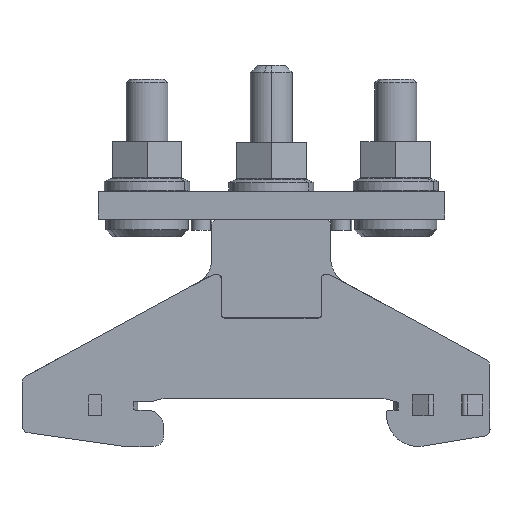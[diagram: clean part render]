
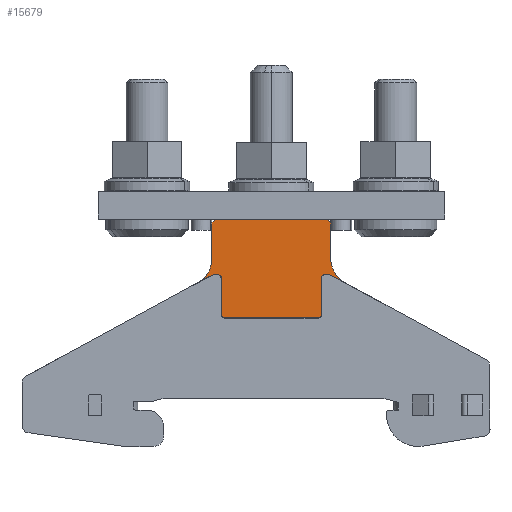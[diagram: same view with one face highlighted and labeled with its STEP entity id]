
A CAD part, left-side view. The second image highlights one B-rep face of the part: STEP entity #15679.
In plain terms, the highlighted planar face has unit normal (-1, 0, 0).
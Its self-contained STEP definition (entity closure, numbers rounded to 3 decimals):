
#12168=AXIS2_PLACEMENT_3D('Circle Axis2P3D',#12166,#12167,$) ;
#12963=AXIS2_PLACEMENT_3D('Circle Axis2P3D',#12961,#12962,$) ;
#15598=AXIS2_PLACEMENT_3D('Circle Axis2P3D',#15596,#15597,$) ;
#15611=AXIS2_PLACEMENT_3D('Plane Axis2P3D',#15608,#15609,#15610) ;
#15650=AXIS2_PLACEMENT_3D('Circle Axis2P3D',#15648,#15649,$) ;
#11833=CARTESIAN_POINT('Vertex',(2.3,22.668,24.478)) ;
#11873=CARTESIAN_POINT('Vertex',(2.3,20.711,23.414)) ;
#11876=CARTESIAN_POINT('Line Origine',(2.3,21.69,23.946)) ;
#11901=CARTESIAN_POINT('Line Origine',(2.3,23.533,24.6)) ;
#11905=CARTESIAN_POINT('Vertex',(2.3,23.45,24.6)) ;
#11907=CARTESIAN_POINT('Vertex',(2.3,23.617,24.6)) ;
#11910=CARTESIAN_POINT('Line Origine',(2.3,23.623,24.6)) ;
#11914=CARTESIAN_POINT('Vertex',(2.3,23.63,24.6)) ;
#11926=CARTESIAN_POINT('Vertex',(2.3,23.146,24.6)) ;
#11929=CARTESIAN_POINT('Line Origine',(2.3,23.298,24.6)) ;
#11949=CARTESIAN_POINT('Control Point',(2.3,23.63,24.6)) ;
#11950=CARTESIAN_POINT('Control Point',(2.3,23.826,24.6)) ;
#11951=CARTESIAN_POINT('Control Point',(2.3,24.025,24.495)) ;
#11952=CARTESIAN_POINT('Control Point',(2.3,24.13,24.296)) ;
#11953=CARTESIAN_POINT('Control Point',(2.3,24.13,24.1)) ;
#11954=CARTESIAN_POINT('Vertex',(2.3,24.13,24.1)) ;
#11978=CARTESIAN_POINT('Vertex',(2.3,24.13,18.911)) ;
#11981=CARTESIAN_POINT('Line Origine',(2.3,24.13,21.506)) ;
#11999=CARTESIAN_POINT('Control Point',(2.3,24.63,18.411)) ;
#12000=CARTESIAN_POINT('Control Point',(2.3,24.433,18.411)) ;
#12001=CARTESIAN_POINT('Control Point',(2.3,24.234,18.516)) ;
#12002=CARTESIAN_POINT('Control Point',(2.3,24.13,18.715)) ;
#12003=CARTESIAN_POINT('Control Point',(2.3,24.13,18.911)) ;
#12004=CARTESIAN_POINT('Vertex',(2.3,24.63,18.411)) ;
#12024=CARTESIAN_POINT('Line Origine',(2.3,31.3,18.411)) ;
#12028=CARTESIAN_POINT('Vertex',(2.3,37.97,18.411)) ;
#12049=CARTESIAN_POINT('Control Point',(2.3,38.47,18.911)) ;
#12050=CARTESIAN_POINT('Control Point',(2.3,38.47,18.715)) ;
#12051=CARTESIAN_POINT('Control Point',(2.3,38.366,18.516)) ;
#12052=CARTESIAN_POINT('Control Point',(2.3,38.167,18.411)) ;
#12053=CARTESIAN_POINT('Control Point',(2.3,37.97,18.411)) ;
#12054=CARTESIAN_POINT('Vertex',(2.3,38.47,18.911)) ;
#12074=CARTESIAN_POINT('Line Origine',(2.3,38.47,21.506)) ;
#12078=CARTESIAN_POINT('Vertex',(2.3,38.47,24.1)) ;
#12099=CARTESIAN_POINT('Control Point',(2.3,38.97,24.6)) ;
#12100=CARTESIAN_POINT('Control Point',(2.3,38.774,24.6)) ;
#12101=CARTESIAN_POINT('Control Point',(2.3,38.575,24.495)) ;
#12102=CARTESIAN_POINT('Control Point',(2.3,38.47,24.296)) ;
#12103=CARTESIAN_POINT('Control Point',(2.3,38.47,24.1)) ;
#12104=CARTESIAN_POINT('Vertex',(2.3,38.97,24.6)) ;
#12123=CARTESIAN_POINT('Vertex',(2.3,39.454,24.6)) ;
#12126=CARTESIAN_POINT('Line Origine',(2.3,38.977,24.6)) ;
#12130=CARTESIAN_POINT('Vertex',(2.3,38.983,24.6)) ;
#12133=CARTESIAN_POINT('Line Origine',(2.3,39.067,24.6)) ;
#12137=CARTESIAN_POINT('Vertex',(2.3,39.15,24.6)) ;
#12140=CARTESIAN_POINT('Line Origine',(2.3,39.302,24.6)) ;
#12163=CARTESIAN_POINT('Vertex',(2.3,39.932,24.478)) ;
#12166=CARTESIAN_POINT('Axis2P3D Location',(2.3,39.454,23.6)) ;
#12214=CARTESIAN_POINT('Line Origine',(2.3,40.91,23.946)) ;
#12218=CARTESIAN_POINT('Vertex',(2.3,41.889,23.414)) ;
#12961=CARTESIAN_POINT('Axis2P3D Location',(2.3,23.146,23.6)) ;
#15593=CARTESIAN_POINT('Vertex',(2.3,22.8,26.928)) ;
#15596=CARTESIAN_POINT('Axis2P3D Location',(2.3,18.8,26.928)) ;
#15608=CARTESIAN_POINT('Axis2P3D Location',(2.3,31.3,6.35)) ;
#15613=CARTESIAN_POINT('Line Origine',(2.3,22.8,29.464)) ;
#15617=CARTESIAN_POINT('Vertex',(2.3,22.8,32.)) ;
#15620=CARTESIAN_POINT('Line Origine',(2.3,23.05,32.25)) ;
#15624=CARTESIAN_POINT('Vertex',(2.3,23.3,32.5)) ;
#15627=CARTESIAN_POINT('Line Origine',(2.3,31.3,32.5)) ;
#15631=CARTESIAN_POINT('Vertex',(2.3,39.3,32.5)) ;
#15634=CARTESIAN_POINT('Line Origine',(2.3,39.55,32.25)) ;
#15638=CARTESIAN_POINT('Vertex',(2.3,39.8,32.)) ;
#15641=CARTESIAN_POINT('Line Origine',(2.3,39.8,29.464)) ;
#15645=CARTESIAN_POINT('Vertex',(2.3,39.8,26.928)) ;
#15648=CARTESIAN_POINT('Axis2P3D Location',(2.3,43.8,26.928)) ;
#11877=DIRECTION('Vector Direction',(0.,-0.878,-0.478)) ;
#11902=DIRECTION('Vector Direction',(0.,1.,0.)) ;
#11911=DIRECTION('Vector Direction',(0.,1.,0.)) ;
#11930=DIRECTION('Vector Direction',(0.,1.,0.)) ;
#11982=DIRECTION('Vector Direction',(0.,0.,-1.)) ;
#12025=DIRECTION('Vector Direction',(0.,-1.,0.)) ;
#12075=DIRECTION('Vector Direction',(0.,0.,1.)) ;
#12127=DIRECTION('Vector Direction',(0.,1.,0.)) ;
#12134=DIRECTION('Vector Direction',(0.,1.,0.)) ;
#12141=DIRECTION('Vector Direction',(0.,1.,0.)) ;
#12167=DIRECTION('Axis2P3D Direction',(1.,0.,0.)) ;
#12215=DIRECTION('Vector Direction',(0.,0.878,-0.478)) ;
#12962=DIRECTION('Axis2P3D Direction',(1.,0.,0.)) ;
#15597=DIRECTION('Axis2P3D Direction',(1.,0.,0.)) ;
#15609=DIRECTION('Axis2P3D Direction',(1.,0.,0.)) ;
#15610=DIRECTION('Axis2P3D XDirection',(0.,1.,0.)) ;
#15614=DIRECTION('Vector Direction',(0.,0.,1.)) ;
#15621=DIRECTION('Vector Direction',(0.,0.707,0.707)) ;
#15628=DIRECTION('Vector Direction',(0.,-1.,0.)) ;
#15635=DIRECTION('Vector Direction',(0.,-0.707,0.707)) ;
#15642=DIRECTION('Vector Direction',(0.,0.,-1.)) ;
#15649=DIRECTION('Axis2P3D Direction',(1.,0.,0.)) ;
#11878=VECTOR('Line Direction',#11877,1.) ;
#11903=VECTOR('Line Direction',#11902,1.) ;
#11912=VECTOR('Line Direction',#11911,1.) ;
#11931=VECTOR('Line Direction',#11930,1.) ;
#11983=VECTOR('Line Direction',#11982,1.) ;
#12026=VECTOR('Line Direction',#12025,1.) ;
#12076=VECTOR('Line Direction',#12075,1.) ;
#12128=VECTOR('Line Direction',#12127,1.) ;
#12135=VECTOR('Line Direction',#12134,1.) ;
#12142=VECTOR('Line Direction',#12141,1.) ;
#12216=VECTOR('Line Direction',#12215,1.) ;
#15615=VECTOR('Line Direction',#15614,1.) ;
#15622=VECTOR('Line Direction',#15621,1.) ;
#15629=VECTOR('Line Direction',#15628,1.) ;
#15636=VECTOR('Line Direction',#15635,1.) ;
#15643=VECTOR('Line Direction',#15642,1.) ;
#15654=ORIENTED_EDGE('',*,*,#11933,.F.) ;
#15655=ORIENTED_EDGE('',*,*,#12965,.T.) ;
#15656=ORIENTED_EDGE('',*,*,#11880,.T.) ;
#15657=ORIENTED_EDGE('',*,*,#15600,.F.) ;
#15658=ORIENTED_EDGE('',*,*,#15619,.F.) ;
#15659=ORIENTED_EDGE('',*,*,#15626,.F.) ;
#15660=ORIENTED_EDGE('',*,*,#15633,.F.) ;
#15661=ORIENTED_EDGE('',*,*,#15640,.F.) ;
#15662=ORIENTED_EDGE('',*,*,#15647,.F.) ;
#15663=ORIENTED_EDGE('',*,*,#15652,.F.) ;
#15664=ORIENTED_EDGE('',*,*,#12220,.F.) ;
#15665=ORIENTED_EDGE('',*,*,#12170,.T.) ;
#15666=ORIENTED_EDGE('',*,*,#12144,.F.) ;
#15667=ORIENTED_EDGE('',*,*,#12139,.F.) ;
#15668=ORIENTED_EDGE('',*,*,#12132,.F.) ;
#15669=ORIENTED_EDGE('',*,*,#12106,.F.) ;
#15670=ORIENTED_EDGE('',*,*,#12080,.F.) ;
#15671=ORIENTED_EDGE('',*,*,#12056,.T.) ;
#15672=ORIENTED_EDGE('',*,*,#12030,.T.) ;
#15673=ORIENTED_EDGE('',*,*,#12006,.T.) ;
#15674=ORIENTED_EDGE('',*,*,#11985,.F.) ;
#15675=ORIENTED_EDGE('',*,*,#11956,.F.) ;
#15676=ORIENTED_EDGE('',*,*,#11916,.F.) ;
#15677=ORIENTED_EDGE('',*,*,#11909,.F.) ;
#15679=ADVANCED_FACE('V2',(#15678),#15612,.F.) ;
#11948=B_SPLINE_CURVE_WITH_KNOTS('',4,(#11949,#11950,#11951,#11952,#11953),.UNSPECIFIED.,.F.,.U.,(5,5),(0.,1.113),.UNSPECIFIED.) ;
#11998=B_SPLINE_CURVE_WITH_KNOTS('',4,(#11999,#12000,#12001,#12002,#12003),.UNSPECIFIED.,.F.,.U.,(5,5),(0.,1.113),.UNSPECIFIED.) ;
#12048=B_SPLINE_CURVE_WITH_KNOTS('',4,(#12049,#12050,#12051,#12052,#12053),.UNSPECIFIED.,.F.,.U.,(5,5),(0.,1.113),.UNSPECIFIED.) ;
#12098=B_SPLINE_CURVE_WITH_KNOTS('',4,(#12099,#12100,#12101,#12102,#12103),.UNSPECIFIED.,.F.,.U.,(5,5),(0.,1.113),.UNSPECIFIED.) ;
#12169=CIRCLE('generated circle',#12168,1.) ;
#12964=CIRCLE('generated circle',#12963,1.) ;
#15599=CIRCLE('generated circle',#15598,4.) ;
#15651=CIRCLE('generated circle',#15650,4.) ;
#11880=EDGE_CURVE('',#11834,#11874,#11879,.T.) ;
#11909=EDGE_CURVE('',#11906,#11908,#11904,.T.) ;
#11916=EDGE_CURVE('',#11908,#11915,#11913,.T.) ;
#11933=EDGE_CURVE('',#11927,#11906,#11932,.T.) ;
#11956=EDGE_CURVE('',#11915,#11955,#11948,.T.) ;
#11985=EDGE_CURVE('',#11955,#11979,#11984,.T.) ;
#12006=EDGE_CURVE('',#12005,#11979,#11998,.T.) ;
#12030=EDGE_CURVE('',#12029,#12005,#12027,.T.) ;
#12056=EDGE_CURVE('',#12055,#12029,#12048,.T.) ;
#12080=EDGE_CURVE('',#12055,#12079,#12077,.T.) ;
#12106=EDGE_CURVE('',#12079,#12105,#12098,.F.) ;
#12132=EDGE_CURVE('',#12105,#12131,#12129,.T.) ;
#12139=EDGE_CURVE('',#12131,#12138,#12136,.T.) ;
#12144=EDGE_CURVE('',#12138,#12124,#12143,.T.) ;
#12170=EDGE_CURVE('',#12164,#12124,#12169,.T.) ;
#12220=EDGE_CURVE('',#12164,#12219,#12217,.T.) ;
#12965=EDGE_CURVE('',#11927,#11834,#12964,.T.) ;
#15600=EDGE_CURVE('',#15594,#11874,#15599,.F.) ;
#15619=EDGE_CURVE('',#15618,#15594,#15616,.F.) ;
#15626=EDGE_CURVE('',#15625,#15618,#15623,.F.) ;
#15633=EDGE_CURVE('',#15632,#15625,#15630,.T.) ;
#15640=EDGE_CURVE('',#15639,#15632,#15637,.T.) ;
#15647=EDGE_CURVE('',#15646,#15639,#15644,.F.) ;
#15652=EDGE_CURVE('',#12219,#15646,#15651,.F.) ;
#15653=EDGE_LOOP('',(#15654,#15655,#15656,#15657,#15658,#15659,#15660,#15661,#15662,#15663,#15664,#15665,#15666,#15667,#15668,#15669,#15670,#15671,#15672,#15673,#15674,#15675,#15676,#15677)) ;
#15678=FACE_OUTER_BOUND('',#15653,.T.) ;
#11879=LINE('Line',#11876,#11878) ;
#11904=LINE('Line',#11901,#11903) ;
#11913=LINE('Line',#11910,#11912) ;
#11932=LINE('Line',#11929,#11931) ;
#11984=LINE('Line',#11981,#11983) ;
#12027=LINE('Line',#12024,#12026) ;
#12077=LINE('Line',#12074,#12076) ;
#12129=LINE('Line',#12126,#12128) ;
#12136=LINE('Line',#12133,#12135) ;
#12143=LINE('Line',#12140,#12142) ;
#12217=LINE('Line',#12214,#12216) ;
#15616=LINE('Line',#15613,#15615) ;
#15623=LINE('Line',#15620,#15622) ;
#15630=LINE('Line',#15627,#15629) ;
#15637=LINE('Line',#15634,#15636) ;
#15644=LINE('Line',#15641,#15643) ;
#15612=PLANE('',#15611) ;
#11834=VERTEX_POINT('',#11833) ;
#11874=VERTEX_POINT('',#11873) ;
#11906=VERTEX_POINT('',#11905) ;
#11908=VERTEX_POINT('',#11907) ;
#11915=VERTEX_POINT('',#11914) ;
#11927=VERTEX_POINT('',#11926) ;
#11955=VERTEX_POINT('',#11954) ;
#11979=VERTEX_POINT('',#11978) ;
#12005=VERTEX_POINT('',#12004) ;
#12029=VERTEX_POINT('',#12028) ;
#12055=VERTEX_POINT('',#12054) ;
#12079=VERTEX_POINT('',#12078) ;
#12105=VERTEX_POINT('',#12104) ;
#12124=VERTEX_POINT('',#12123) ;
#12131=VERTEX_POINT('',#12130) ;
#12138=VERTEX_POINT('',#12137) ;
#12164=VERTEX_POINT('',#12163) ;
#12219=VERTEX_POINT('',#12218) ;
#15594=VERTEX_POINT('',#15593) ;
#15618=VERTEX_POINT('',#15617) ;
#15625=VERTEX_POINT('',#15624) ;
#15632=VERTEX_POINT('',#15631) ;
#15639=VERTEX_POINT('',#15638) ;
#15646=VERTEX_POINT('',#15645) ;
